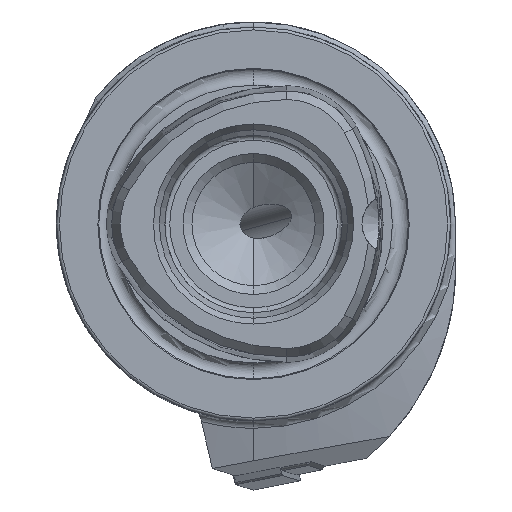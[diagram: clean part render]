
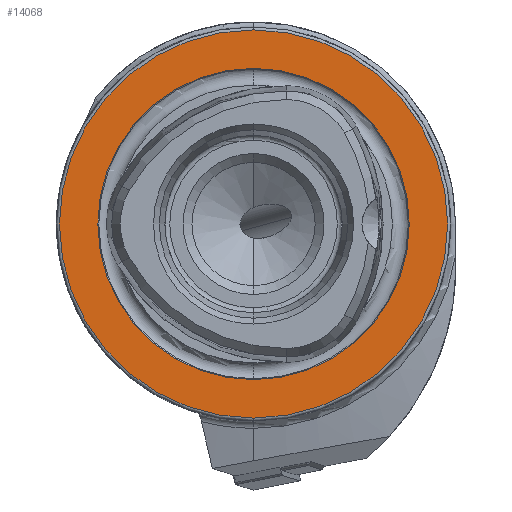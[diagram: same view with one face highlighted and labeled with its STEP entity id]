
A CAD part, left-side view. The second image highlights one B-rep face of the part: STEP entity #14068.
In plain terms, the highlighted planar face has unit normal (-1, 0, 0).
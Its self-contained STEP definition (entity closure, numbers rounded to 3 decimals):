
#364 = EDGE_CURVE ( 'NONE', #10638, #5017, #15904, .T. ) ;
#1337 = CIRCLE ( 'NONE', #14780, 19.7 ) ;
#1812 = CARTESIAN_POINT ( 'NONE',  ( 0., 0., 15.8 ) ) ;
#2342 = ORIENTED_EDGE ( 'NONE', *, *, #364, .F. ) ;
#2410 = CIRCLE ( 'NONE', #8059, 15.8 ) ;
#3668 = DIRECTION ( 'NONE',  ( -1., 0., 0. ) ) ;
#4023 = EDGE_LOOP ( 'NONE', ( #20843, #2342 ) ) ;
#4520 = DIRECTION ( 'NONE',  ( 1., 0., 0. ) ) ;
#5017 = VERTEX_POINT ( 'NONE', #1812 ) ;
#6400 = CIRCLE ( 'NONE', #17722, 19.7 ) ;
#6689 = DIRECTION ( 'NONE',  ( -1., 0., 0. ) ) ;
#7107 = DIRECTION ( 'NONE',  ( -1., 0., 0. ) ) ;
#7356 = CARTESIAN_POINT ( 'NONE',  ( 0., 15.8, 0. ) ) ;
#8059 = AXIS2_PLACEMENT_3D ( 'NONE', #8257, #6689, #18543 ) ;
#8257 = CARTESIAN_POINT ( 'NONE',  ( 0., 0., 0. ) ) ;
#8278 = CARTESIAN_POINT ( 'NONE',  ( 0., 0., 19.7 ) ) ;
#8811 = CARTESIAN_POINT ( 'NONE',  ( 0., 0., -15.8 ) ) ;
#9096 = CARTESIAN_POINT ( 'NONE',  ( 0., 0., 0. ) ) ;
#10548 = VERTEX_POINT ( 'NONE', #8278 ) ;
#10638 = VERTEX_POINT ( 'NONE', #8811 ) ;
#12079 = CARTESIAN_POINT ( 'NONE',  ( 0., 0., 0. ) ) ;
#12186 = DIRECTION ( 'NONE',  ( 0., 0., 1. ) ) ;
#12369 = EDGE_CURVE ( 'NONE', #10548, #16614, #6400, .T. ) ;
#13108 = AXIS2_PLACEMENT_3D ( 'NONE', #7356, #4520, #15659 ) ;
#13418 = CARTESIAN_POINT ( 'NONE',  ( 0., 0., 0. ) ) ;
#13794 = EDGE_LOOP ( 'NONE', ( #15028, #21777 ) ) ;
#13857 = DIRECTION ( 'NONE',  ( 0., 0., 1. ) ) ;
#13985 = FACE_BOUND ( 'NONE', #4023, .T. ) ;
#14068 = ADVANCED_FACE ( 'NONE', ( #13985, #17313 ), #19190, .F. ) ;
#14780 = AXIS2_PLACEMENT_3D ( 'NONE', #12079, #7107, #12186 ) ;
#15028 = ORIENTED_EDGE ( 'NONE', *, *, #12369, .T. ) ;
#15659 = DIRECTION ( 'NONE',  ( 0., 0., -1. ) ) ;
#15904 = CIRCLE ( 'NONE', #20175, 15.8 ) ;
#16614 = VERTEX_POINT ( 'NONE', #21640 ) ;
#17313 = FACE_OUTER_BOUND ( 'NONE', #13794, .T. ) ;
#17722 = AXIS2_PLACEMENT_3D ( 'NONE', #13418, #3668, #13857 ) ;
#18543 = DIRECTION ( 'NONE',  ( 0., 0., 1. ) ) ;
#19190 = PLANE ( 'NONE',  #13108 ) ;
#19379 = DIRECTION ( 'NONE',  ( -1., 0., 0. ) ) ;
#19840 = EDGE_CURVE ( 'NONE', #5017, #10638, #2410, .T. ) ;
#20175 = AXIS2_PLACEMENT_3D ( 'NONE', #9096, #19379, #20938 ) ;
#20401 = EDGE_CURVE ( 'NONE', #16614, #10548, #1337, .T. ) ;
#20843 = ORIENTED_EDGE ( 'NONE', *, *, #19840, .F. ) ;
#20938 = DIRECTION ( 'NONE',  ( 0., 0., 1. ) ) ;
#21640 = CARTESIAN_POINT ( 'NONE',  ( 0., 0., -19.7 ) ) ;
#21777 = ORIENTED_EDGE ( 'NONE', *, *, #20401, .T. ) ;
